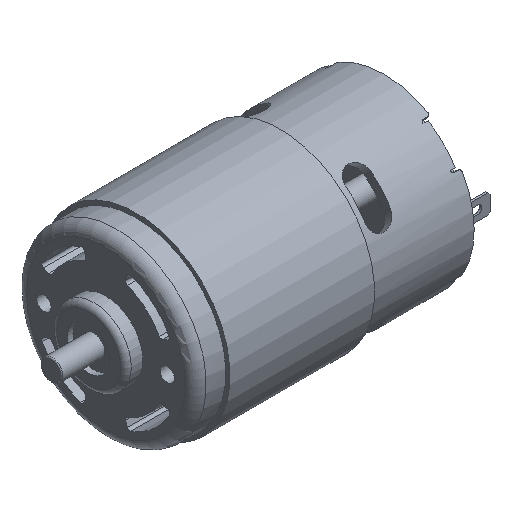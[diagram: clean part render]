
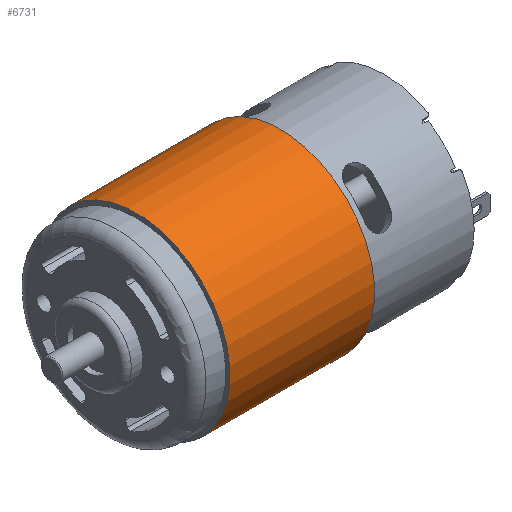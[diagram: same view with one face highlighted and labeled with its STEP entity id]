
A CAD part, isometric view. The second image highlights one B-rep face of the part: STEP entity #6731.
In plain terms, the highlighted cylindrical face has radius 22.15 mm (diameter 44.3 mm), a partial arc.
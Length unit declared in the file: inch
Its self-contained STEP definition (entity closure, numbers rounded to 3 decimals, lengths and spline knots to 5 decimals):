
#966=FACE_OUTER_BOUND('',#1422,.T.);
#1422=EDGE_LOOP('',(#5957,#5958,#5959,#5960));
#1904=LINE('',#15138,#2396);
#1905=LINE('',#15141,#2397);
#2396=VECTOR('',#8649,39.37008);
#2397=VECTOR('',#8652,39.37008);
#2702=CIRCLE('',#7273,0.87205);
#2703=CIRCLE('',#7274,0.87205);
#3328=VERTEX_POINT('',#15134);
#3329=VERTEX_POINT('',#15135);
#3330=VERTEX_POINT('',#15137);
#3331=VERTEX_POINT('',#15139);
#4236=EDGE_CURVE('',#3328,#3329,#2702,.T.);
#4237=EDGE_CURVE('',#3329,#3330,#1904,.T.);
#4238=EDGE_CURVE('',#3330,#3331,#2703,.T.);
#4239=EDGE_CURVE('',#3328,#3331,#1905,.T.);
#5957=ORIENTED_EDGE('',*,*,#4236,.T.);
#5958=ORIENTED_EDGE('',*,*,#4237,.T.);
#5959=ORIENTED_EDGE('',*,*,#4238,.T.);
#5960=ORIENTED_EDGE('',*,*,#4239,.F.);
#6390=CYLINDRICAL_SURFACE('',#7272,0.87205);
#6731=ADVANCED_FACE('',(#966),#6390,.T.);
#7272=AXIS2_PLACEMENT_3D('',#15133,#8645,#8646);
#7273=AXIS2_PLACEMENT_3D('',#15136,#8647,#8648);
#7274=AXIS2_PLACEMENT_3D('',#15140,#8650,#8651);
#8645=DIRECTION('center_axis',(1.,0.,0.));
#8646=DIRECTION('ref_axis',(0.,0.,-1.));
#8647=DIRECTION('center_axis',(1.,0.,0.));
#8648=DIRECTION('ref_axis',(0.,0.,-1.));
#8649=DIRECTION('',(1.,0.,0.));
#8650=DIRECTION('center_axis',(-1.,0.,0.));
#8651=DIRECTION('ref_axis',(0.,0.,-1.));
#8652=DIRECTION('',(1.,0.,0.));
#15133=CARTESIAN_POINT('Origin',(2.51465,0.,0.));
#15134=CARTESIAN_POINT('',(0.27953,0.22595,-0.84227));
#15135=CARTESIAN_POINT('',(0.27953,-0.22595,-0.84227));
#15136=CARTESIAN_POINT('Origin',(0.27953,0.,0.));
#15137=CARTESIAN_POINT('',(1.61811,-0.22595,-0.84227));
#15138=CARTESIAN_POINT('',(2.51465,-0.22595,-0.84227));
#15139=CARTESIAN_POINT('',(1.61811,0.22595,-0.84227));
#15140=CARTESIAN_POINT('Origin',(1.61811,0.,0.));
#15141=CARTESIAN_POINT('',(2.51465,0.22595,-0.84227));
